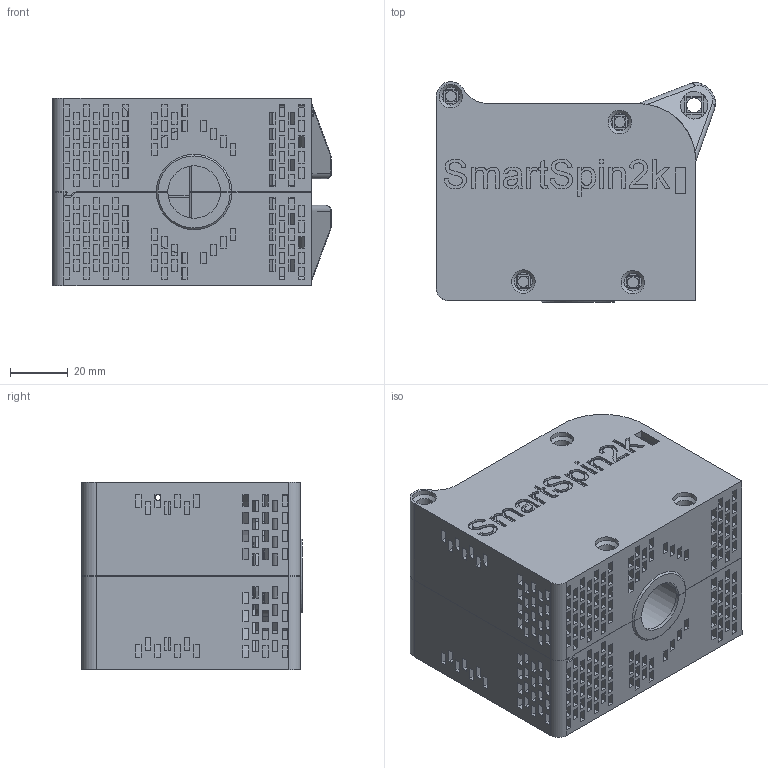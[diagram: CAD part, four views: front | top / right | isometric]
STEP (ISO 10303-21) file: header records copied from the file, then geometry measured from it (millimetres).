
FILE_DESCRIPTION(/* description */ (''),/* implementation_level */ '2;1');
FILE_NAME(/* name */ 'Ultra Short Direct Mount.step',/* time_stamp */ '2022-09-30T09:44:50-04:00',/* author */ (''),/* organization */ (''),/* preprocessor_version */ 'ST-DEVELOPER v19',/* originating_system */ 'Autodesk Translation Framework v11.7.0.108',/* authorisation */ '');
FILE_SCHEMA (('AUTOMOTIVE_DESIGN { 1 0 10303 214 3 1 1 }'));
Products named in the file (1): Body_Drawing_Right with chamfers
Bounding box: 97.03 x 76.59 x 65.35 mm (x, y, z)
Volume: 101389.5 mm3; surface area: 87478.9 mm2
Topology: 2 solids, 2 shells, 1765 faces, 5196 edges, 3423 vertices
Faces by surface type: plane 1471, bspline 183, cylinder 93, cone 10, torus 8
Full cylindrical faces by diameter (mm): 1.5 x2, 2 x2, 3.8 x4, 4 x1, 4.7 x4, 5.2 x2, 6.2 x4, 6.5 x1, 8.2 x4, 9.6 x1, 11.4 x1
Entity records: 68264 total; most frequent: CARTESIAN_POINT 21312, ORIENTED_EDGE 10390, DIRECTION 8273, EDGE_CURVE 5195, LINE 4531, VECTOR 4531, VERTEX_POINT 3423, EDGE_LOOP 2256
